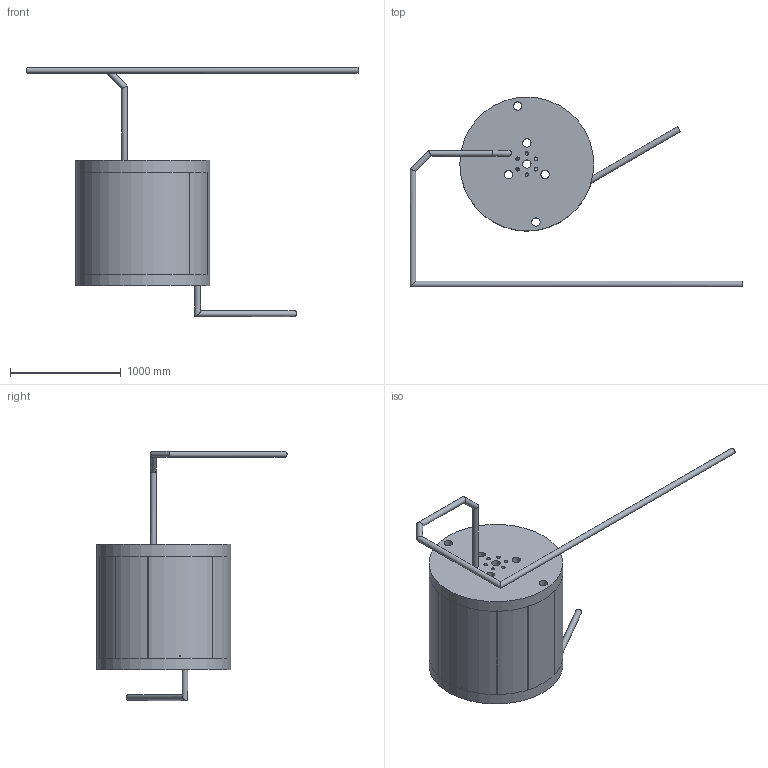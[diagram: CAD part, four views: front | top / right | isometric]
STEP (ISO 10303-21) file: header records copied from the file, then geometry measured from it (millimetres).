
FILE_DESCRIPTION(/* description */ ('STEP AP214'),/* implementation_level */ '2;1');
FILE_NAME(/* name */ '6138b00703ce10062830f5a8',/* time_stamp */ '2021-09-08T12:43:52+00:00',/* author */ (''),/* organization */ (''),/* preprocessor_version */ 'ST-DEVELOPER v18.1',/* originating_system */ ' ',/* authorisation */ ' ');
FILE_SCHEMA (('AUTOMOTIVE_DESIGN {1 0 10303 214 3 1 1}'));
Length unit declared in the file: metre
Products named in the file (1): sodium
Bounding box: 2998.09 x 1716.98 x 2249.68 mm (x, y, z)
Volume: 263863528.9 mm3; surface area: 32609305.6 mm2
Topology: 1 solids, 1 shells, 322 faces, 934 edges, 626 vertices
Faces by surface type: cylinder 248, torus 60, plane 14
Full cylindrical faces by diameter (mm): 11.684 x80, 25.4 x8, 31.369 x66, 31.75 x66, 52.578 x8, 76.2 x6, 79.756 x6, 92.761 x6, 1206.5 x1, 1209.688 x1
Entity records: 8830 total; most frequent: DIRECTION 1626, CARTESIAN_POINT 1303, ORIENTED_EDGE 980, EDGE_LOOP 980, FACE_BOUND 980, AXIS2_PLACEMENT_3D 813, EDGE_CURVE 490, VERTEX_POINT 490
